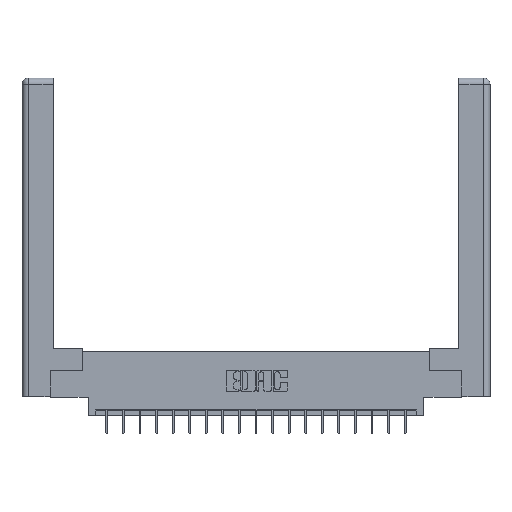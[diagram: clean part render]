
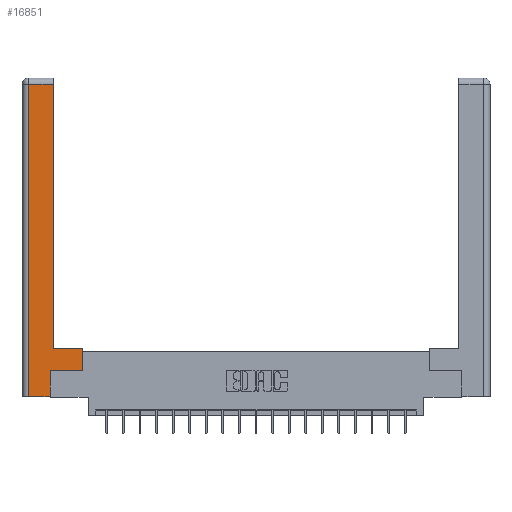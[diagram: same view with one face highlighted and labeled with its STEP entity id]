
A CAD part, top view. The second image highlights one B-rep face of the part: STEP entity #16851.
In plain terms, the highlighted planar face has unit normal (0, 0, 1).
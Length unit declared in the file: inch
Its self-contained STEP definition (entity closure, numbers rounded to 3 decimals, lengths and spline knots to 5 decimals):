
#25 = CARTESIAN_POINT ( 'NONE',  ( 0.295, 2.94, 0. ) ) ;
#484 = LINE ( 'NONE', #6389, #4897 ) ;
#616 = CARTESIAN_POINT ( 'NONE',  ( 0., 0., 0. ) ) ;
#732 = ORIENTED_EDGE ( 'NONE', *, *, #12508, .T. ) ;
#863 = EDGE_LOOP ( 'NONE', ( #9044, #1354, #13730, #4096, #7673, #732, #16136, #13892 ) ) ;
#1246 = CARTESIAN_POINT ( 'NONE',  ( 0.0615, 2.94, 0. ) ) ;
#1354 = ORIENTED_EDGE ( 'NONE', *, *, #2547, .T. ) ;
#2547 = EDGE_CURVE ( 'NONE', #13520, #9041, #3668, .T. ) ;
#3668 = LINE ( 'NONE', #5011, #11849 ) ;
#3766 = CARTESIAN_POINT ( 'NONE',  ( 0.565, 0.45, 0. ) ) ;
#4096 = ORIENTED_EDGE ( 'NONE', *, *, #13847, .T. ) ;
#4286 = VERTEX_POINT ( 'NONE', #16620 ) ;
#4336 = CARTESIAN_POINT ( 'NONE',  ( 0.265, 0., 0. ) ) ;
#4484 = CARTESIAN_POINT ( 'NONE',  ( 0.295, 0.45, 0. ) ) ;
#4694 = VERTEX_POINT ( 'NONE', #14434 ) ;
#4847 = EDGE_CURVE ( 'NONE', #8527, #4286, #19198, .T. ) ;
#4897 = VECTOR ( 'NONE', #17267, 39.37008 ) ;
#5011 = CARTESIAN_POINT ( 'NONE',  ( 0.0615, 2.94, 0. ) ) ;
#5205 = CARTESIAN_POINT ( 'NONE',  ( 0.565, 0.245, 0. ) ) ;
#5214 = VECTOR ( 'NONE', #11889, 39.37008 ) ;
#5220 = DIRECTION ( 'NONE',  ( -1., 0., 0. ) ) ;
#5399 = DIRECTION ( 'NONE',  ( 0., -1., 0. ) ) ;
#5525 = FACE_OUTER_BOUND ( 'NONE', #863, .T. ) ;
#5582 = DIRECTION ( 'NONE',  ( -1., 0., 0. ) ) ;
#5680 = VECTOR ( 'NONE', #16432, 39.37008 ) ;
#5755 = LINE ( 'NONE', #18216, #13732 ) ;
#6389 = CARTESIAN_POINT ( 'NONE',  ( 0.265, 0., 0. ) ) ;
#7184 = CARTESIAN_POINT ( 'NONE',  ( 0.295, 3., 0. ) ) ;
#7485 = EDGE_CURVE ( 'NONE', #11748, #4694, #8648, .T. ) ;
#7673 = ORIENTED_EDGE ( 'NONE', *, *, #4847, .T. ) ;
#8527 = VERTEX_POINT ( 'NONE', #4336 ) ;
#8648 = LINE ( 'NONE', #4484, #9862 ) ;
#8913 = CARTESIAN_POINT ( 'NONE',  ( 0.265, 0.245, 0. ) ) ;
#9041 = VERTEX_POINT ( 'NONE', #1246 ) ;
#9044 = ORIENTED_EDGE ( 'NONE', *, *, #19576, .T. ) ;
#9862 = VECTOR ( 'NONE', #18833, 39.37008 ) ;
#10750 = CARTESIAN_POINT ( 'NONE',  ( 0.565, 0.45, 0. ) ) ;
#11572 = CARTESIAN_POINT ( 'NONE',  ( 0.565, 0.245, 0. ) ) ;
#11703 = VECTOR ( 'NONE', #11837, 39.37008 ) ;
#11748 = VERTEX_POINT ( 'NONE', #3766 ) ;
#11825 = AXIS2_PLACEMENT_3D ( 'NONE', #616, #13348, #5220 ) ;
#11837 = DIRECTION ( 'NONE',  ( 0., 1., 0. ) ) ;
#11849 = VECTOR ( 'NONE', #5582, 39.37008 ) ;
#11889 = DIRECTION ( 'NONE',  ( 0., 1., 0. ) ) ;
#12410 = VERTEX_POINT ( 'NONE', #5205 ) ;
#12508 = EDGE_CURVE ( 'NONE', #4286, #12410, #15152, .T. ) ;
#12923 = LINE ( 'NONE', #10750, #15199 ) ;
#13283 = PLANE ( 'NONE',  #11825 ) ;
#13348 = DIRECTION ( 'NONE',  ( 0., 0., -1. ) ) ;
#13520 = VERTEX_POINT ( 'NONE', #25 ) ;
#13730 = ORIENTED_EDGE ( 'NONE', *, *, #19622, .T. ) ;
#13732 = VECTOR ( 'NONE', #5399, 39.37008 ) ;
#13847 = EDGE_CURVE ( 'NONE', #19785, #8527, #484, .T. ) ;
#13892 = ORIENTED_EDGE ( 'NONE', *, *, #7485, .T. ) ;
#14131 = DIRECTION ( 'NONE',  ( 0., 1., 0. ) ) ;
#14434 = CARTESIAN_POINT ( 'NONE',  ( 0.295, 0.45, 0. ) ) ;
#15152 = LINE ( 'NONE', #11572, #5680 ) ;
#15199 = VECTOR ( 'NONE', #14131, 39.37008 ) ;
#15239 = LINE ( 'NONE', #7184, #11703 ) ;
#16136 = ORIENTED_EDGE ( 'NONE', *, *, #20321, .T. ) ;
#16432 = DIRECTION ( 'NONE',  ( 1., 0., 0. ) ) ;
#16620 = CARTESIAN_POINT ( 'NONE',  ( 0.265, 0.245, 0. ) ) ;
#16851 = ADVANCED_FACE ( 'NONE', ( #5525 ), #13283, .F. ) ;
#17267 = DIRECTION ( 'NONE',  ( 1., 0., 0. ) ) ;
#17391 = CARTESIAN_POINT ( 'NONE',  ( 0.0615, 0., 0. ) ) ;
#18216 = CARTESIAN_POINT ( 'NONE',  ( 0.0615, 0., 0. ) ) ;
#18833 = DIRECTION ( 'NONE',  ( -1., 0., 0. ) ) ;
#19198 = LINE ( 'NONE', #8913, #5214 ) ;
#19576 = EDGE_CURVE ( 'NONE', #4694, #13520, #15239, .T. ) ;
#19622 = EDGE_CURVE ( 'NONE', #9041, #19785, #5755, .T. ) ;
#19785 = VERTEX_POINT ( 'NONE', #17391 ) ;
#20321 = EDGE_CURVE ( 'NONE', #12410, #11748, #12923, .T. ) ;
